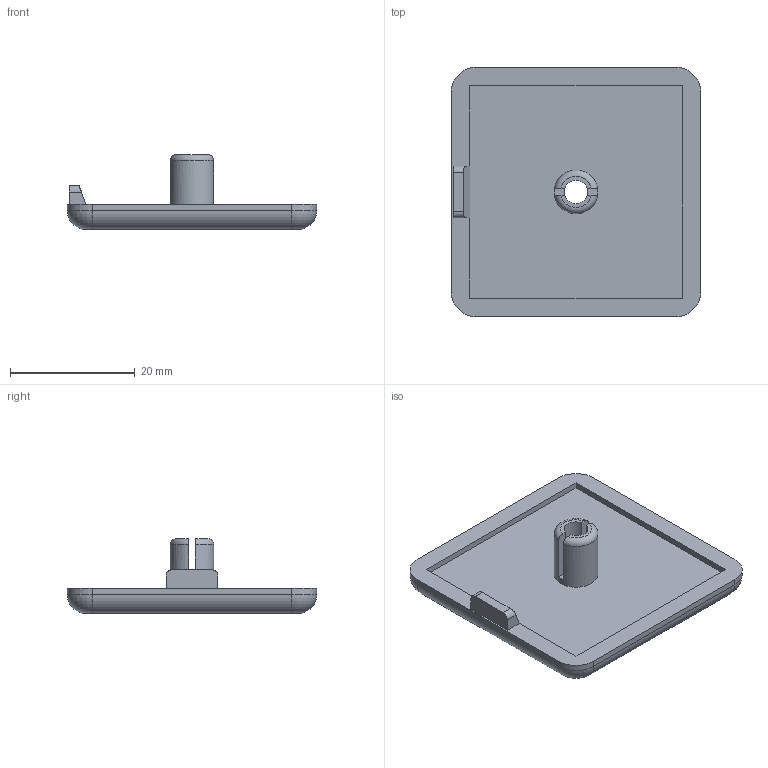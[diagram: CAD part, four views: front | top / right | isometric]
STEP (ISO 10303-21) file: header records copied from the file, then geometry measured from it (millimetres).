
FILE_DESCRIPTION (( 'STEP AP214' ), '1' );
FILE_NAME ('091067.STEP', '2014-08-21T14:08:37', ( '' ), ( '' ), 'SwSTEP 2.0', 'SolidWorks 2014', '' );
FILE_SCHEMA (( 'AUTOMOTIVE_DESIGN' ));
Length unit declared in the file: millimetre
Products named in the file (1): 091067
Bounding box: 40 x 40 x 12 mm (x, y, z)
Volume: 5094.4 mm3; surface area: 4091.3 mm2
Topology: 1 solids, 1 shells, 49 faces, 123 edges, 78 vertices
Faces by surface type: plane 25, cylinder 16, torus 6, cone 2
Entity records: 1533 total; most frequent: CARTESIAN_POINT 293, DIRECTION 263, ORIENTED_EDGE 246, EDGE_CURVE 123, AXIS2_PLACEMENT_3D 96, VERTEX_POINT 78, VECTOR 71, LINE 71
